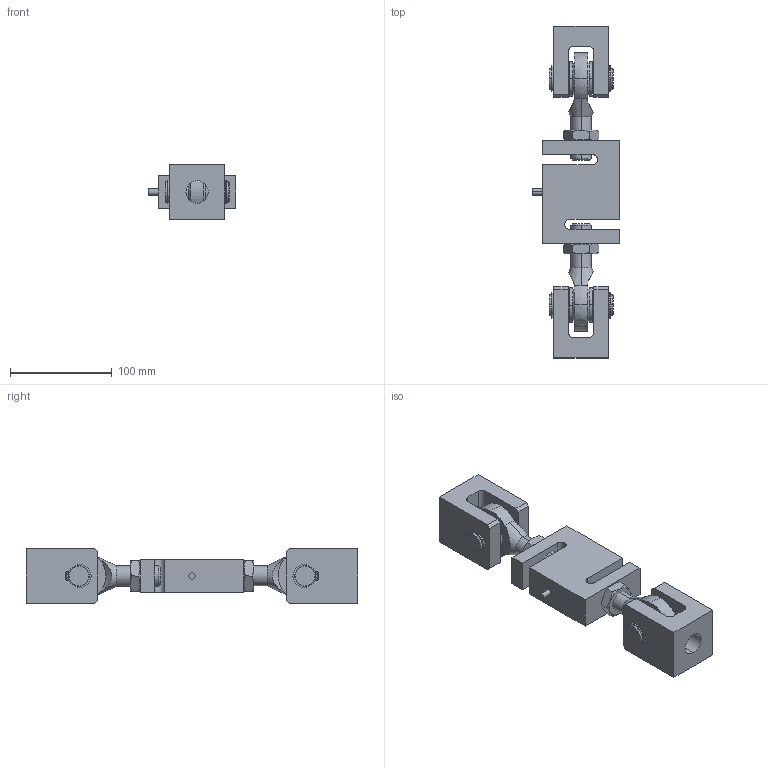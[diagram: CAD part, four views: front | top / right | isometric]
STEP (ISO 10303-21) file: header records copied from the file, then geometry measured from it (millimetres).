
FILE_DESCRIPTION (( 'STEP AP203' ), '1' );
FILE_NAME ('101M-2-5t.STEP', '2020-09-15T05:14:40', ( '' ), ( '' ), 'SwSTEP 2.0', 'SolidWorks 2016', '' );
FILE_SCHEMA (( 'CONFIG_CONTROL_DESIGN' ));
Length unit declared in the file: millimetre
Products named in the file (9): JBRENL20; plain washers-s series-grade a gb_GB_FASTENER_WASHER_PWSA 20; hex thin nuts-grades ab-chamfered gb_GB_FASTENER_NUT_STNAB  B M20-N; 換覜んSTC-2-5t; 蟀諉輸101M-2-5t; _RRSC20; _PVDF20-55.0_pins; PVDF20-55.0; 101M-2-5t
Assembly tree (16 placements, depth 3):
  101M-2-5t
    換覜んSTC-2-5t
    蟀諉輸101M-2-5t  x2
    PVDF20-55.0  x2
      _PVDF20-55.0_pins
      _RRSC20
    JBRENL20  x2
    plain washers-s series-grade a gb_GB_FASTENER_WASHER_PWSA 20  x4
    hex thin nuts-grades ab-chamfered gb_GB_FASTENER_NUT_STNAB  B M20-N  x2
Bounding box: 86.2 x 326 x 54 mm (x, y, z)
Volume: 591396.1 mm3; surface area: 125470.7 mm2
Topology: 17 solids, 17 shells, 304 faces, 765 edges, 498 vertices
Faces by surface type: cylinder 133, plane 121, cone 44, bspline 6
Entity records: 5720 total; most frequent: CARTESIAN_POINT 1211, DIRECTION 750, ORIENTED_EDGE 664, EDGE_CURVE 332, AXIS2_PLACEMENT_3D 293, VERTEX_POINT 218, VECTOR 164, LINE 164
